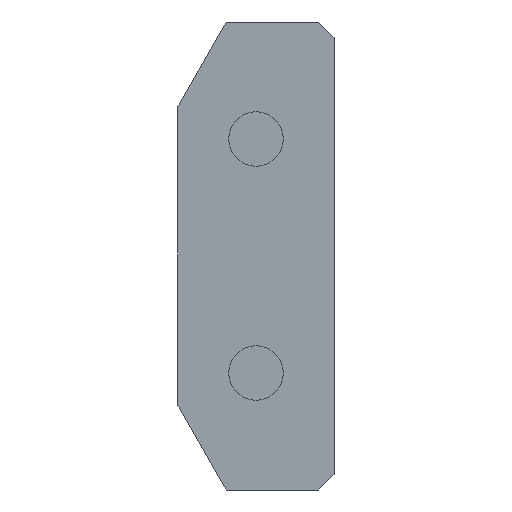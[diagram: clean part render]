
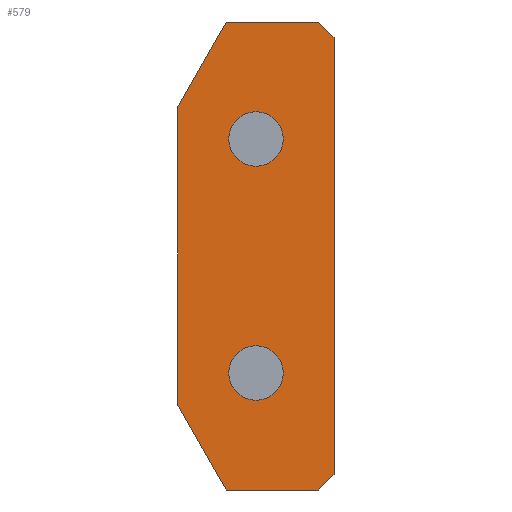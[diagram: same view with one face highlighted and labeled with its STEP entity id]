
A CAD part, left-side view. The second image highlights one B-rep face of the part: STEP entity #579.
In plain terms, the highlighted planar face has unit normal (-1, 0, 0).
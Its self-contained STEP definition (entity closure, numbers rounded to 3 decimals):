
#6 = EDGE_CURVE ( 'NONE', #747, #1006, #1140, .T. ) ;
#14 = VERTEX_POINT ( 'NONE', #308 ) ;
#23 = CIRCLE ( 'NONE', #1264, 1.75 ) ;
#57 = CARTESIAN_POINT ( 'NONE',  ( 8., 1.854, 193.8 ) ) ;
#74 = DIRECTION ( 'NONE',  ( 0., 0.707, -0.707 ) ) ;
#84 = AXIS2_PLACEMENT_3D ( 'NONE', #1431, #1294, #966 ) ;
#108 = CARTESIAN_POINT ( 'NONE',  ( 8., 6.95, 177.2 ) ) ;
#130 = VERTEX_POINT ( 'NONE', #108 ) ;
#146 = DIRECTION ( 'NONE',  ( 0., 1., 0. ) ) ;
#179 = ORIENTED_EDGE ( 'NONE', *, *, #231, .F. ) ;
#185 = B_SPLINE_CURVE_WITH_KNOTS ( 'NONE', 3,
 ( #1200, #1383, #397, #2020 ),
 .UNSPECIFIED., .F., .F.,
 ( 4, 4 ),
 ( -0.025, 0. ),
 .UNSPECIFIED. ) ;
#192 = ORIENTED_EDGE ( 'NONE', *, *, #364, .T. ) ;
#196 = VECTOR ( 'NONE', #424, 1000. ) ;
#200 = CARTESIAN_POINT ( 'NONE',  ( 8., 7.68, 183.708 ) ) ;
#214 = LINE ( 'NONE', #1217, #782 ) ;
#215 = CARTESIAN_POINT ( 'NONE',  ( 8., 1.2, 154.7 ) ) ;
#223 = CIRCLE ( 'NONE', #84, 1.75 ) ;
#231 = EDGE_CURVE ( 'NONE', #1967, #824, #214, .T. ) ;
#245 = LINE ( 'NONE', #1038, #1659 ) ;
#281 = VERTEX_POINT ( 'NONE', #1051 ) ;
#283 = LINE ( 'NONE', #1146, #791 ) ;
#294 = CARTESIAN_POINT ( 'NONE',  ( 8., 1.854, 145.6 ) ) ;
#296 = AXIS2_PLACEMENT_3D ( 'NONE', #301, #481, #1116 ) ;
#299 = VECTOR ( 'NONE', #74, 1000. ) ;
#301 = CARTESIAN_POINT ( 'NONE',  ( 8., 5.205, 169.7 ) ) ;
#308 = CARTESIAN_POINT ( 'NONE',  ( 8., 3.45, 162.2 ) ) ;
#343 = ORIENTED_EDGE ( 'NONE', *, *, #1762, .F. ) ;
#364 = EDGE_CURVE ( 'NONE', #281, #14, #223, .T. ) ;
#392 = VERTEX_POINT ( 'NONE', #1818 ) ;
#397 = CARTESIAN_POINT ( 'NONE',  ( 8., 8.54, 182.219 ) ) ;
#418 = DIRECTION ( 'NONE',  ( 1., 0., 0. ) ) ;
#424 = DIRECTION ( 'NONE',  ( 0., 0., -1. ) ) ;
#445 = FACE_BOUND ( 'NONE', #2070, .T. ) ;
#449 = EDGE_CURVE ( 'NONE', #392, #1967, #245, .T. ) ;
#463 = EDGE_CURVE ( 'NONE', #14, #281, #1870, .T. ) ;
#470 = CARTESIAN_POINT ( 'NONE',  ( 8., 8.54, 157.181 ) ) ;
#481 = DIRECTION ( 'NONE',  ( 1., 0., 0. ) ) ;
#485 = DIRECTION ( 'NONE',  ( 0., 0., 1. ) ) ;
#502 = EDGE_CURVE ( 'NONE', #1284, #875, #185, .T. ) ;
#545 = CIRCLE ( 'NONE', #1730, 1.75 ) ;
#579 = ADVANCED_FACE ( 'NONE', ( #780, #445, #1934 ), #1292, .F. ) ;
#588 = CARTESIAN_POINT ( 'NONE',  ( 8., 10.2, 160.142 ) ) ;
#590 = ORIENTED_EDGE ( 'NONE', *, *, #463, .T. ) ;
#627 = DIRECTION ( 'NONE',  ( 0., 1., 0. ) ) ;
#633 = ORIENTED_EDGE ( 'NONE', *, *, #1942, .F. ) ;
#675 = ORIENTED_EDGE ( 'NONE', *, *, #935, .F. ) ;
#706 = EDGE_LOOP ( 'NONE', ( #192, #590 ) ) ;
#747 = VERTEX_POINT ( 'NONE', #852 ) ;
#776 = DIRECTION ( 'NONE',  ( 1., 0., 0. ) ) ;
#780 = FACE_OUTER_BOUND ( 'NONE', #1983, .T. ) ;
#782 = VECTOR ( 'NONE', #1867, 1000. ) ;
#791 = VECTOR ( 'NONE', #146, 1000. ) ;
#824 = VERTEX_POINT ( 'NONE', #886 ) ;
#831 = B_SPLINE_CURVE_WITH_KNOTS ( 'NONE', 3,
 ( #1283, #1138, #470, #1937 ),
 .UNSPECIFIED., .F., .F.,
 ( 4, 4 ),
 ( -0.025, 0. ),
 .UNSPECIFIED. ) ;
#839 = CARTESIAN_POINT ( 'NONE',  ( 8., 3.45, 177.2 ) ) ;
#848 = CARTESIAN_POINT ( 'NONE',  ( 8., 1.2, 184.7 ) ) ;
#852 = CARTESIAN_POINT ( 'NONE',  ( 8., 7.107, 154.7 ) ) ;
#875 = VERTEX_POINT ( 'NONE', #200 ) ;
#880 = ORIENTED_EDGE ( 'NONE', *, *, #1635, .T. ) ;
#886 = CARTESIAN_POINT ( 'NONE',  ( 8., 0.2, 183.7 ) ) ;
#890 = CARTESIAN_POINT ( 'NONE',  ( 8., 5.2, 162.2 ) ) ;
#908 = DIRECTION ( 'NONE',  ( 0., 1., 0. ) ) ;
#935 = EDGE_CURVE ( 'NONE', #1117, #2034, #2004, .T. ) ;
#949 = EDGE_CURVE ( 'NONE', #392, #875, #1362, .T. ) ;
#958 = DIRECTION ( 'NONE',  ( 0., 0.5, 0.866 ) ) ;
#966 = DIRECTION ( 'NONE',  ( 0., 1., 0. ) ) ;
#1006 = VERTEX_POINT ( 'NONE', #2078 ) ;
#1038 = CARTESIAN_POINT ( 'NONE',  ( 8., 10.2, 184.7 ) ) ;
#1051 = CARTESIAN_POINT ( 'NONE',  ( 8., 6.95, 162.2 ) ) ;
#1056 = CARTESIAN_POINT ( 'NONE',  ( 8., 5.2, 177.2 ) ) ;
#1088 = ORIENTED_EDGE ( 'NONE', *, *, #1413, .F. ) ;
#1105 = ORIENTED_EDGE ( 'NONE', *, *, #502, .F. ) ;
#1109 = VERTEX_POINT ( 'NONE', #839 ) ;
#1116 = DIRECTION ( 'NONE',  ( 0., 1., 0. ) ) ;
#1117 = VERTEX_POINT ( 'NONE', #1151 ) ;
#1138 = CARTESIAN_POINT ( 'NONE',  ( 8., 9.38, 158.664 ) ) ;
#1140 = LINE ( 'NONE', #294, #1724 ) ;
#1146 = CARTESIAN_POINT ( 'NONE',  ( 8., 0.2, 154.7 ) ) ;
#1151 = CARTESIAN_POINT ( 'NONE',  ( 8., 0.2, 155.7 ) ) ;
#1200 = CARTESIAN_POINT ( 'NONE',  ( 8., 10.2, 179.258 ) ) ;
#1217 = CARTESIAN_POINT ( 'NONE',  ( 8., -1.799, 181.701 ) ) ;
#1256 = VERTEX_POINT ( 'NONE', #588 ) ;
#1264 = AXIS2_PLACEMENT_3D ( 'NONE', #1593, #776, #627 ) ;
#1271 = ORIENTED_EDGE ( 'NONE', *, *, #1763, .T. ) ;
#1283 = CARTESIAN_POINT ( 'NONE',  ( 8., 10.2, 160.142 ) ) ;
#1284 = VERTEX_POINT ( 'NONE', #2001 ) ;
#1292 = PLANE ( 'NONE',  #296 ) ;
#1294 = DIRECTION ( 'NONE',  ( 1., 0., 0. ) ) ;
#1298 = CARTESIAN_POINT ( 'NONE',  ( 8., 10.2, 154.7 ) ) ;
#1362 = LINE ( 'NONE', #57, #1561 ) ;
#1363 = EDGE_CURVE ( 'NONE', #1256, #1006, #831, .T. ) ;
#1383 = CARTESIAN_POINT ( 'NONE',  ( 8., 9.38, 180.736 ) ) ;
#1412 = DIRECTION ( 'NONE',  ( 0., 0.5, -0.866 ) ) ;
#1413 = EDGE_CURVE ( 'NONE', #2034, #747, #283, .T. ) ;
#1427 = AXIS2_PLACEMENT_3D ( 'NONE', #890, #418, #908 ) ;
#1431 = CARTESIAN_POINT ( 'NONE',  ( 8., 5.2, 162.2 ) ) ;
#1498 = VECTOR ( 'NONE', #485, 1000. ) ;
#1505 = ORIENTED_EDGE ( 'NONE', *, *, #1363, .T. ) ;
#1534 = ORIENTED_EDGE ( 'NONE', *, *, #449, .F. ) ;
#1550 = CARTESIAN_POINT ( 'NONE',  ( 8., -1.799, 157.699 ) ) ;
#1561 = VECTOR ( 'NONE', #1412, 1000. ) ;
#1593 = CARTESIAN_POINT ( 'NONE',  ( 8., 5.2, 177.2 ) ) ;
#1635 = EDGE_CURVE ( 'NONE', #1109, #130, #545, .T. ) ;
#1659 = VECTOR ( 'NONE', #1681, 1000. ) ;
#1681 = DIRECTION ( 'NONE',  ( 0., -1., 0. ) ) ;
#1698 = DIRECTION ( 'NONE',  ( 0., 1., 0. ) ) ;
#1724 = VECTOR ( 'NONE', #958, 1000. ) ;
#1730 = AXIS2_PLACEMENT_3D ( 'NONE', #1056, #1872, #1698 ) ;
#1762 = EDGE_CURVE ( 'NONE', #824, #1117, #2075, .T. ) ;
#1763 = EDGE_CURVE ( 'NONE', #130, #1109, #23, .T. ) ;
#1818 = CARTESIAN_POINT ( 'NONE',  ( 8., 7.107, 184.7 ) ) ;
#1867 = DIRECTION ( 'NONE',  ( 0., -0.707, -0.707 ) ) ;
#1870 = CIRCLE ( 'NONE', #1427, 1.75 ) ;
#1872 = DIRECTION ( 'NONE',  ( 1., 0., 0. ) ) ;
#1925 = ORIENTED_EDGE ( 'NONE', *, *, #949, .T. ) ;
#1934 = FACE_BOUND ( 'NONE', #706, .T. ) ;
#1937 = CARTESIAN_POINT ( 'NONE',  ( 8., 7.68, 155.692 ) ) ;
#1942 = EDGE_CURVE ( 'NONE', #1256, #1284, #2110, .T. ) ;
#1967 = VERTEX_POINT ( 'NONE', #848 ) ;
#1983 = EDGE_LOOP ( 'NONE', ( #675, #343, #179, #1534, #1925, #1105, #633, #1505, #2119, #1088 ) ) ;
#2001 = CARTESIAN_POINT ( 'NONE',  ( 8., 10.2, 179.258 ) ) ;
#2004 = LINE ( 'NONE', #1550, #299 ) ;
#2020 = CARTESIAN_POINT ( 'NONE',  ( 8., 7.68, 183.708 ) ) ;
#2034 = VERTEX_POINT ( 'NONE', #215 ) ;
#2070 = EDGE_LOOP ( 'NONE', ( #1271, #880 ) ) ;
#2075 = LINE ( 'NONE', #2093, #196 ) ;
#2078 = CARTESIAN_POINT ( 'NONE',  ( 8., 7.68, 155.692 ) ) ;
#2093 = CARTESIAN_POINT ( 'NONE',  ( 8., 0.2, 184.7 ) ) ;
#2110 = LINE ( 'NONE', #1298, #1498 ) ;
#2119 = ORIENTED_EDGE ( 'NONE', *, *, #6, .F. ) ;
